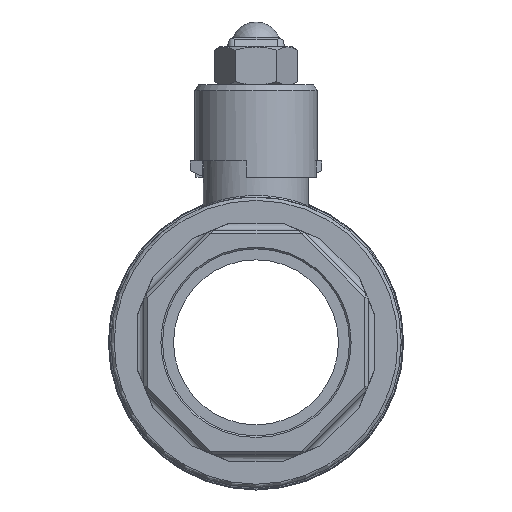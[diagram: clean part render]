
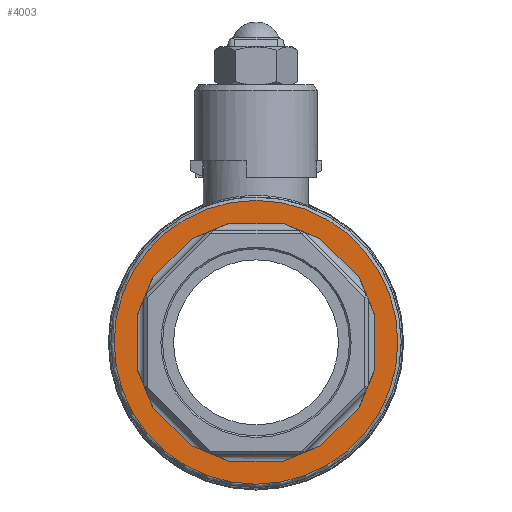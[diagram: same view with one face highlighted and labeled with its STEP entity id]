
A CAD part, front view. The second image highlights one B-rep face of the part: STEP entity #4003.
In plain terms, the highlighted planar face has unit normal (0, -1, 0).
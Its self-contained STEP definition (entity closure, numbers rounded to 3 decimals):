
#96=PLANE('',#4229);
#315=LINE('',#5646,#586);
#316=LINE('',#5649,#587);
#317=LINE('',#5651,#588);
#318=LINE('',#5653,#589);
#319=LINE('',#5655,#590);
#320=LINE('',#5657,#591);
#321=LINE('',#5659,#592);
#322=LINE('',#5661,#593);
#323=LINE('',#5663,#594);
#324=LINE('',#5665,#595);
#325=LINE('',#5667,#596);
#326=LINE('',#5669,#597);
#327=LINE('',#5671,#598);
#328=LINE('',#5673,#599);
#329=LINE('',#5675,#600);
#330=LINE('',#5677,#601);
#586=VECTOR('',#4673,1000.);
#587=VECTOR('',#4674,1000.);
#588=VECTOR('',#4675,1000.);
#589=VECTOR('',#4676,1000.);
#590=VECTOR('',#4677,1000.);
#591=VECTOR('',#4678,1000.);
#592=VECTOR('',#4679,1000.);
#593=VECTOR('',#4680,1000.);
#594=VECTOR('',#4681,1000.);
#595=VECTOR('',#4682,1000.);
#596=VECTOR('',#4683,1000.);
#597=VECTOR('',#4684,1000.);
#598=VECTOR('',#4685,1000.);
#599=VECTOR('',#4686,1000.);
#600=VECTOR('',#4687,1000.);
#601=VECTOR('',#4688,1000.);
#998=ORIENTED_EDGE('',*,*,#1835,.T.);
#999=ORIENTED_EDGE('',*,*,#1836,.T.);
#1000=ORIENTED_EDGE('',*,*,#1837,.T.);
#1001=ORIENTED_EDGE('',*,*,#1838,.T.);
#1002=ORIENTED_EDGE('',*,*,#1839,.T.);
#1003=ORIENTED_EDGE('',*,*,#1840,.T.);
#1004=ORIENTED_EDGE('',*,*,#1841,.T.);
#1005=ORIENTED_EDGE('',*,*,#1842,.T.);
#1006=ORIENTED_EDGE('',*,*,#1843,.T.);
#1007=ORIENTED_EDGE('',*,*,#1844,.T.);
#1008=ORIENTED_EDGE('',*,*,#1845,.T.);
#1009=ORIENTED_EDGE('',*,*,#1846,.T.);
#1010=ORIENTED_EDGE('',*,*,#1847,.T.);
#1011=ORIENTED_EDGE('',*,*,#1848,.T.);
#1012=ORIENTED_EDGE('',*,*,#1849,.T.);
#1013=ORIENTED_EDGE('',*,*,#1850,.T.);
#1014=ORIENTED_EDGE('',*,*,#1851,.T.);
#1835=EDGE_CURVE('',#2263,#2263,#2487,.F.);
#1836=EDGE_CURVE('',#2264,#2265,#315,.T.);
#1837=EDGE_CURVE('',#2265,#2266,#316,.F.);
#1838=EDGE_CURVE('',#2266,#2267,#317,.T.);
#1839=EDGE_CURVE('',#2267,#2268,#318,.F.);
#1840=EDGE_CURVE('',#2268,#2269,#319,.T.);
#1841=EDGE_CURVE('',#2269,#2270,#320,.F.);
#1842=EDGE_CURVE('',#2270,#2271,#321,.T.);
#1843=EDGE_CURVE('',#2271,#2272,#322,.F.);
#1844=EDGE_CURVE('',#2272,#2273,#323,.T.);
#1845=EDGE_CURVE('',#2273,#2274,#324,.F.);
#1846=EDGE_CURVE('',#2274,#2275,#325,.T.);
#1847=EDGE_CURVE('',#2275,#2276,#326,.F.);
#1848=EDGE_CURVE('',#2276,#2277,#327,.T.);
#1849=EDGE_CURVE('',#2277,#2278,#328,.F.);
#1850=EDGE_CURVE('',#2278,#2279,#329,.T.);
#1851=EDGE_CURVE('',#2279,#2264,#330,.F.);
#2263=VERTEX_POINT('',#5645);
#2264=VERTEX_POINT('',#5647);
#2265=VERTEX_POINT('',#5648);
#2266=VERTEX_POINT('',#5650);
#2267=VERTEX_POINT('',#5652);
#2268=VERTEX_POINT('',#5654);
#2269=VERTEX_POINT('',#5656);
#2270=VERTEX_POINT('',#5658);
#2271=VERTEX_POINT('',#5660);
#2272=VERTEX_POINT('',#5662);
#2273=VERTEX_POINT('',#5664);
#2274=VERTEX_POINT('',#5666);
#2275=VERTEX_POINT('',#5668);
#2276=VERTEX_POINT('',#5670);
#2277=VERTEX_POINT('',#5672);
#2278=VERTEX_POINT('',#5674);
#2279=VERTEX_POINT('',#5676);
#2487=CIRCLE('',#4230,43.);
#2582=EDGE_LOOP('',(#998));
#2583=EDGE_LOOP('',(#999,#1000,#1001,#1002,#1003,#1004,#1005,#1006,#1007,
#1008,#1009,#1010,#1011,#1012,#1013,#1014));
#2810=FACE_BOUND('',#2582,.T.);
#2811=FACE_BOUND('',#2583,.T.);
#4003=ADVANCED_FACE('',(#2810,#2811),#96,.F.);
#4229=AXIS2_PLACEMENT_3D('',#5643,#4669,#4670);
#4230=AXIS2_PLACEMENT_3D('',#5644,#4671,#4672);
#4669=DIRECTION('',(0.,1.,0.));
#4670=DIRECTION('',(0.,0.,1.));
#4671=DIRECTION('',(0.,1.,0.));
#4672=DIRECTION('',(0.,0.,1.));
#4673=DIRECTION('',(-0.707,0.,-0.707));
#4674=DIRECTION('',(0.924,0.,0.383));
#4675=DIRECTION('',(-1.,0.,0.));
#4676=DIRECTION('',(0.924,0.,-0.383));
#4677=DIRECTION('',(-0.707,0.,0.707));
#4678=DIRECTION('',(0.383,0.,-0.924));
#4679=DIRECTION('',(0.,0.,1.));
#4680=DIRECTION('',(-0.383,0.,-0.924));
#4681=DIRECTION('',(0.707,0.,0.707));
#4682=DIRECTION('',(-0.924,0.,-0.383));
#4683=DIRECTION('',(1.,0.,0.));
#4684=DIRECTION('',(-0.924,0.,0.383));
#4685=DIRECTION('',(0.707,0.,-0.707));
#4686=DIRECTION('',(-0.383,0.,0.924));
#4687=DIRECTION('',(0.,0.,-1.));
#4688=DIRECTION('',(0.383,0.,0.924));
#5643=CARTESIAN_POINT('',(0.,44.5,0.));
#5644=CARTESIAN_POINT('',(0.,44.5,0.));
#5645=CARTESIAN_POINT('',(0.,44.5,43.));
#5646=CARTESIAN_POINT('',(15.497,44.5,-35.414));
#5647=CARTESIAN_POINT('',(31.293,44.5,-19.619));
#5648=CARTESIAN_POINT('',(19.619,44.5,-31.293));
#5649=CARTESIAN_POINT('',(13.937,44.5,-33.646));
#5650=CARTESIAN_POINT('',(8.255,44.5,-36.));
#5651=CARTESIAN_POINT('',(-14.083,44.5,-36.));
#5652=CARTESIAN_POINT('',(-8.255,44.5,-36.));
#5653=CARTESIAN_POINT('',(-13.937,44.5,-33.646));
#5654=CARTESIAN_POINT('',(-19.619,44.5,-31.293));
#5655=CARTESIAN_POINT('',(-35.414,44.5,-15.497));
#5656=CARTESIAN_POINT('',(-31.293,44.5,-19.619));
#5657=CARTESIAN_POINT('',(-33.646,44.5,-13.937));
#5658=CARTESIAN_POINT('',(-36.,44.5,-8.255));
#5659=CARTESIAN_POINT('',(-36.,44.5,14.083));
#5660=CARTESIAN_POINT('',(-36.,44.5,8.255));
#5661=CARTESIAN_POINT('',(-33.646,44.5,13.937));
#5662=CARTESIAN_POINT('',(-31.293,44.5,19.619));
#5663=CARTESIAN_POINT('',(-15.497,44.5,35.414));
#5664=CARTESIAN_POINT('',(-19.619,44.5,31.293));
#5665=CARTESIAN_POINT('',(-13.937,44.5,33.646));
#5666=CARTESIAN_POINT('',(-8.255,44.5,36.));
#5667=CARTESIAN_POINT('',(14.083,44.5,36.));
#5668=CARTESIAN_POINT('',(8.255,44.5,36.));
#5669=CARTESIAN_POINT('',(13.937,44.5,33.646));
#5670=CARTESIAN_POINT('',(19.619,44.5,31.293));
#5671=CARTESIAN_POINT('',(35.414,44.5,15.497));
#5672=CARTESIAN_POINT('',(31.293,44.5,19.619));
#5673=CARTESIAN_POINT('',(33.646,44.5,13.937));
#5674=CARTESIAN_POINT('',(36.,44.5,8.255));
#5675=CARTESIAN_POINT('',(36.,44.5,-14.083));
#5676=CARTESIAN_POINT('',(36.,44.5,-8.255));
#5677=CARTESIAN_POINT('',(33.646,44.5,-13.937));
